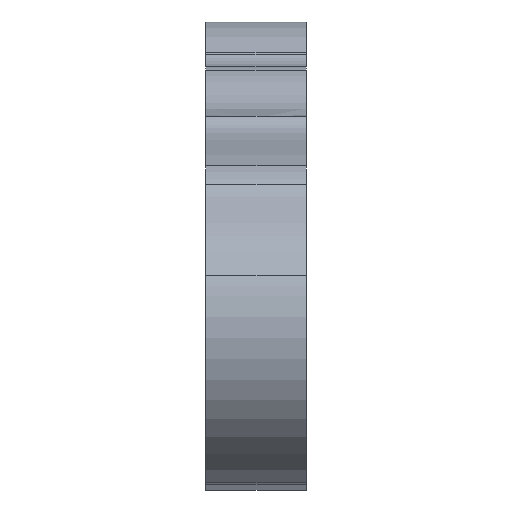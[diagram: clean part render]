
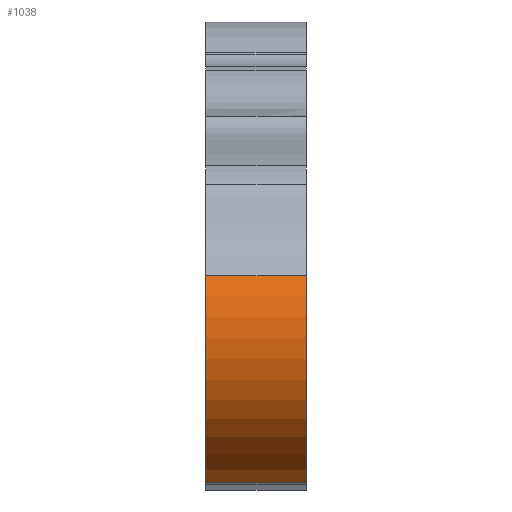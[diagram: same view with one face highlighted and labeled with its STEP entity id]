
A CAD part, left-side view. The second image highlights one B-rep face of the part: STEP entity #1038.
In plain terms, the highlighted free-form (B-spline) face has degree [3, 1] with [4, 2] control points.
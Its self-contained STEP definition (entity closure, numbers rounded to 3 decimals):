
#55 = CARTESIAN_POINT ( 'NONE',  ( -159.647, 0., -50.579 ) ) ;
#64 = CARTESIAN_POINT ( 'NONE',  ( -158.25, 26., -95.773 ) ) ;
#73 = VECTOR ( 'NONE', #1731, 1000. ) ;
#123 = FACE_OUTER_BOUND ( 'NONE', #457, .T. ) ;
#255 = ORIENTED_EDGE ( 'NONE', *, *, #368, .F. ) ;
#282 = CARTESIAN_POINT ( 'NONE',  ( -159.647, 26., -50.579 ) ) ;
#327 = CARTESIAN_POINT ( 'NONE',  ( -158.25, 0., -95.773 ) ) ;
#368 = EDGE_CURVE ( 'NONE', #1042, #1383, #1556, .T. ) ;
#393 = CARTESIAN_POINT ( 'NONE',  ( -168.504, 26., -70.209 ) ) ;
#450 = EDGE_CURVE ( 'NONE', #545, #1383, #485, .T. ) ;
#457 = EDGE_LOOP ( 'NONE', ( #582, #255, #835, #1417 ) ) ;
#485 = B_SPLINE_CURVE_WITH_KNOTS ( 'NONE', 3,
 ( #909, #327, #1703, #569 ),
 .UNSPECIFIED., .F., .F.,
 ( 4, 4 ),
 ( 0.645, 0.677 ),
 .UNSPECIFIED. ) ;
#502 = CARTESIAN_POINT ( 'NONE',  ( -158.25, 26., -95.773 ) ) ;
#515 = CARTESIAN_POINT ( 'NONE',  ( -159.647, 26., -50.579 ) ) ;
#536 = CARTESIAN_POINT ( 'NONE',  ( -132.602, 26., -104.105 ) ) ;
#545 = VERTEX_POINT ( 'NONE', #1129 ) ;
#569 = CARTESIAN_POINT ( 'NONE',  ( -159.647, 0., -50.579 ) ) ;
#582 = ORIENTED_EDGE ( 'NONE', *, *, #450, .T. ) ;
#718 = LINE ( 'NONE', #1788, #73 ) ;
#790 = CARTESIAN_POINT ( 'NONE',  ( -159.647, 26., -50.579 ) ) ;
#835 = ORIENTED_EDGE ( 'NONE', *, *, #1014, .F. ) ;
#838 = CARTESIAN_POINT ( 'NONE',  ( -132.602, 26., -104.105 ) ) ;
#899 = B_SPLINE_CURVE_WITH_KNOTS ( 'NONE', 3,
 ( #838, #64, #393, #282 ),
 .UNSPECIFIED., .F., .F.,
 ( 4, 4 ),
 ( 0.645, 0.677 ),
 .UNSPECIFIED. ) ;
#909 = CARTESIAN_POINT ( 'NONE',  ( -132.602, 0., -104.105 ) ) ;
#1014 = EDGE_CURVE ( 'NONE', #1711, #1042, #899, .T. ) ;
#1038 = ADVANCED_FACE ( 'NONE', ( #123 ), #1795, .F. ) ;
#1042 = VERTEX_POINT ( 'NONE', #1361 ) ;
#1048 = CARTESIAN_POINT ( 'NONE',  ( -159.647, 0., -50.579 ) ) ;
#1126 = VECTOR ( 'NONE', #1425, 1000. ) ;
#1129 = CARTESIAN_POINT ( 'NONE',  ( -132.602, 0., -104.105 ) ) ;
#1201 = CARTESIAN_POINT ( 'NONE',  ( -132.602, 0., -104.105 ) ) ;
#1361 = CARTESIAN_POINT ( 'NONE',  ( -159.647, 26., -50.579 ) ) ;
#1383 = VERTEX_POINT ( 'NONE', #55 ) ;
#1417 = ORIENTED_EDGE ( 'NONE', *, *, #1692, .T. ) ;
#1425 = DIRECTION ( 'NONE',  ( 0., -1., 0. ) ) ;
#1556 = LINE ( 'NONE', #515, #1126 ) ;
#1576 = CARTESIAN_POINT ( 'NONE',  ( -132.602, 26., -104.105 ) ) ;
#1605 = CARTESIAN_POINT ( 'NONE',  ( -158.25, 0., -95.773 ) ) ;
#1692 = EDGE_CURVE ( 'NONE', #1711, #545, #718, .T. ) ;
#1693 = CARTESIAN_POINT ( 'NONE',  ( -168.504, 26., -70.209 ) ) ;
#1703 = CARTESIAN_POINT ( 'NONE',  ( -168.504, 0., -70.209 ) ) ;
#1711 = VERTEX_POINT ( 'NONE', #536 ) ;
#1719 = CARTESIAN_POINT ( 'NONE',  ( -168.504, 0., -70.209 ) ) ;
#1731 = DIRECTION ( 'NONE',  ( 0., -1., 0. ) ) ;
#1788 = CARTESIAN_POINT ( 'NONE',  ( -132.602, 26., -104.105 ) ) ;
#1795 = B_SPLINE_SURFACE_WITH_KNOTS ( 'NONE', 3, 1, ( 
 ( #1576, #1201 ),
 ( #502, #1605 ),
 ( #1693, #1719 ),
 ( #790, #1048 ) ),
 .UNSPECIFIED., .F., .F., .F.,
 ( 4, 4 ),
 ( 2, 2 ),
 ( 0.645, 0.677 ),
 ( 0., 1. ),
 .UNSPECIFIED. ) ;
